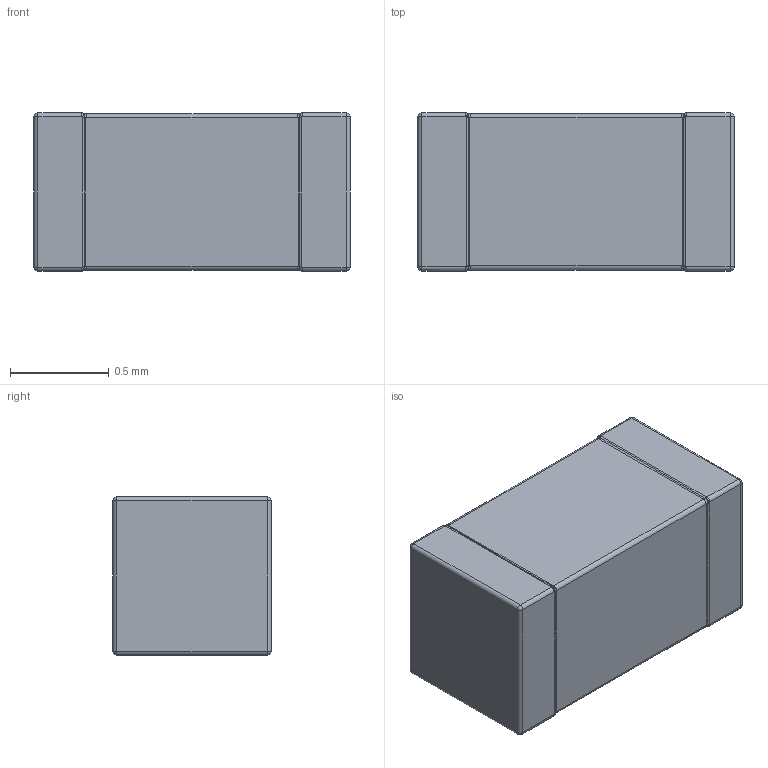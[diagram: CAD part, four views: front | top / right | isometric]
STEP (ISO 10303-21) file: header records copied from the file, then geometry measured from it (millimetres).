
FILE_DESCRIPTION((''),'2;1');
FILE_NAME('CSMD-0603_L1-6_W0-8_H0-8','2020-05-30T',('Dragos'),(''),'PRO/ENGINEER BY PARAMETRIC TECHNOLOGY CORPORATION, 2004440','PRO/ENGINEER BY PARAMETRIC TECHNOLOGY CORPORATION, 2004440','');
FILE_SCHEMA(('AUTOMOTIVE_DESIGN { 1 0 10303 214 1 1 1 1 }'));
Length unit declared in the file: millimetre
Products named in the file (1): CSMD-0603_L1-6_W0-8_H0-8
Bounding box: 1.6 x 0.8 x 0.8 mm (x, y, z)
Volume: 1 mm3; surface area: 6.3 mm2
Topology: 1 solids, 1 shells, 375 faces, 999 edges, 634 vertices
Faces by surface type: plane 267, bspline 56, cylinder 36, sphere 16
Entity records: 18936 total; most frequent: CARTESIAN_POINT 5484, ORIENTED_EDGE 1998, DIRECTION 1631, PRESENTATION_STYLE_ASSIGNMENT 1124, STYLED_ITEM 1005, CURVE_STYLE 1000, EDGE_CURVE 999, VECTOR 799
